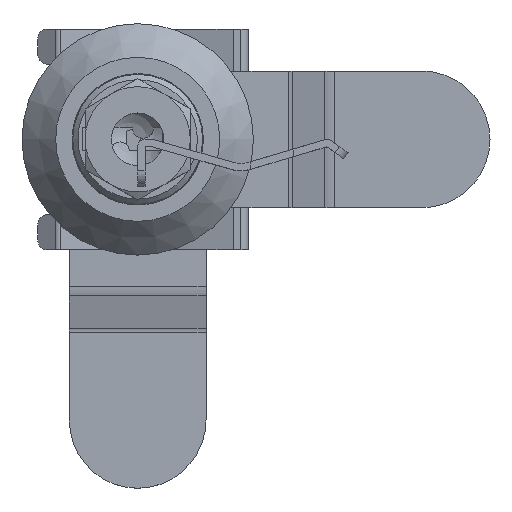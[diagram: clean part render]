
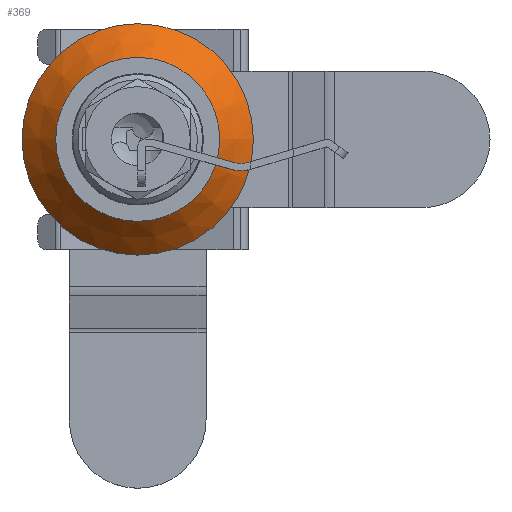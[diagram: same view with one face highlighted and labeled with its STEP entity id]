
A CAD part, top view. The second image highlights one B-rep face of the part: STEP entity #369.
In plain terms, the highlighted conical face has half-angle 42.43 degrees and reference radius 11 mm.
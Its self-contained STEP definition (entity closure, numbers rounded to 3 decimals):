
#369 = ADVANCED_FACE( '', ( #631, #632 ), #633, .T. );
#631 = FACE_BOUND( '', #1070, .T. );
#632 = FACE_OUTER_BOUND( '', #1071, .T. );
#633 = CONICAL_SURFACE( '', #1072, 11., 0.741 );
#1070 = EDGE_LOOP( '', ( #1796 ) );
#1071 = EDGE_LOOP( '', ( #1797 ) );
#1072 = AXIS2_PLACEMENT_3D( '', #1798, #1799, #1800 );
#1796 = ORIENTED_EDGE( '', *, *, #3285, .F. );
#1797 = ORIENTED_EDGE( '', *, *, #3181, .T. );
#1798 = CARTESIAN_POINT( '', ( 0., 0., 1. ) );
#1799 = DIRECTION( '', ( 0., 0., -1. ) );
#1800 = DIRECTION( '', ( 1., 0., 0. ) );
#3181 = EDGE_CURVE( '', #3761, #3761, #3762, .T. );
#3285 = EDGE_CURVE( '', #3934, #3934, #3935, .T. );
#3761 = VERTEX_POINT( '', #4707 );
#3762 = CIRCLE( '', #4708, 11. );
#3934 = VERTEX_POINT( '', #4952 );
#3935 = CIRCLE( '', #4953, 7.801 );
#4707 = CARTESIAN_POINT( '', ( 11., 0., 1. ) );
#4708 = AXIS2_PLACEMENT_3D( '', #6200, #6201, #6202 );
#4952 = CARTESIAN_POINT( '', ( 7.801, 0., 4.5 ) );
#4953 = AXIS2_PLACEMENT_3D( '', #6368, #6369, #6370 );
#6200 = CARTESIAN_POINT( '', ( 0., 0., 1. ) );
#6201 = DIRECTION( '', ( 0., 0., 1. ) );
#6202 = DIRECTION( '', ( 1., 0., 0. ) );
#6368 = CARTESIAN_POINT( '', ( 0., 0., 4.5 ) );
#6369 = DIRECTION( '', ( 0., 0., 1. ) );
#6370 = DIRECTION( '', ( 1., 0., 0. ) );
